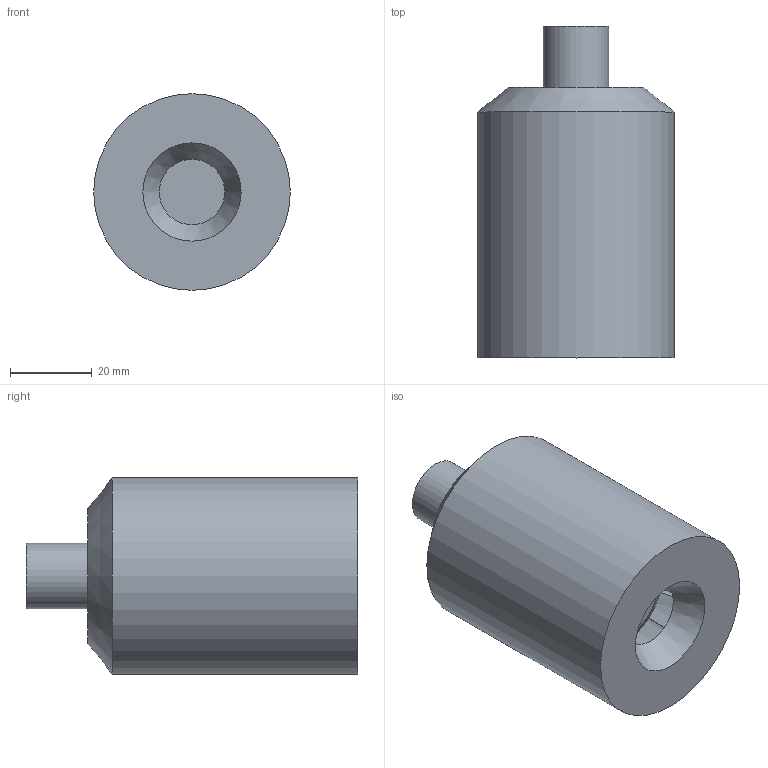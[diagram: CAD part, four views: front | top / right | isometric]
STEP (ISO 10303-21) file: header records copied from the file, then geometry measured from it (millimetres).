
FILE_DESCRIPTION(/* description */ (''),/* implementation_level */ '2;1');
FILE_NAME(/* name */ 'Check Siphon Valve v3.stp',/* time_stamp */ '2025-09-12T00:16:19+02:00',/* author */ (''),/* organization */ (''),/* preprocessor_version */ 'ST-DEVELOPER v20.1',/* originating_system */ 'Autodesk Translation Framework v14.10.0.0',/* authorisation */ '');
FILE_SCHEMA (('AUTOMOTIVE_DESIGN { 1 0 10303 214 3 1 1 }'));
Length unit declared in the file: millimetre
Products named in the file (1): Check Siphon Valve
Bounding box: 48 x 81 x 48 mm (x, y, z)
Volume: 72919.1 mm3; surface area: 26498.9 mm2
Topology: 3 solids, 3 shells, 51 faces, 117 edges, 72 vertices
Faces by surface type: plane 21, cone 17, cylinder 13
Full cylindrical faces by diameter (mm): 6 x1, 8 x1, 11 x1, 14 x1, 16 x1, 29.621 x1, 40 x1, 48 x1
Entity records: 1478 total; most frequent: DIRECTION 273, CARTESIAN_POINT 241, ORIENTED_EDGE 234, EDGE_CURVE 117, AXIS2_PLACEMENT_3D 104, VERTEX_POINT 72, LINE 65, VECTOR 65
